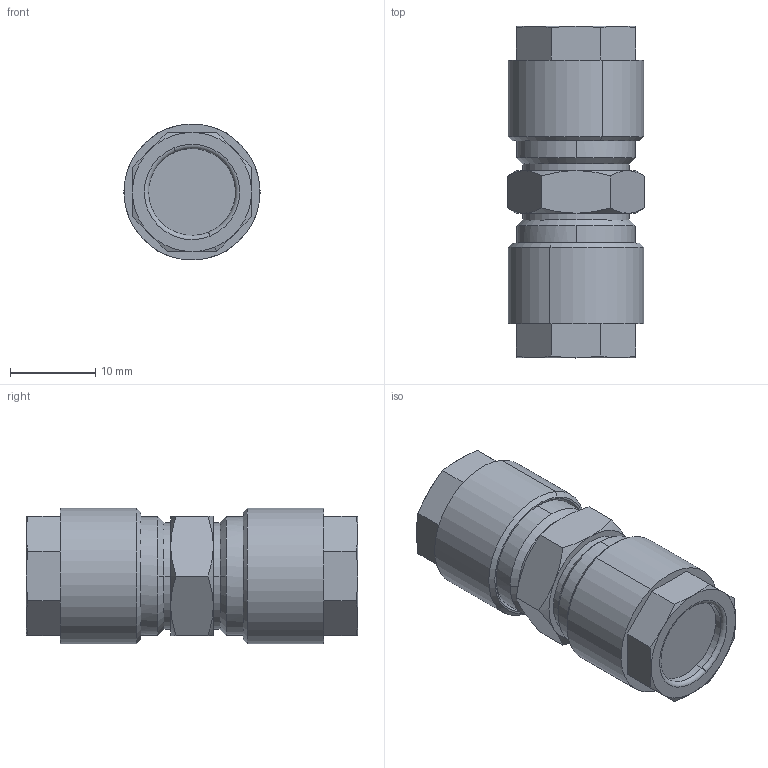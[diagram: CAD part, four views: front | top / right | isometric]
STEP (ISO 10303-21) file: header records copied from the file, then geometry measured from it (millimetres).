
FILE_DESCRIPTION (( 'STEP AP214' ), '1' );
FILE_NAME ('0104000009.step', '2012-09-28T13:22:18', ( '' ), ( '' ), 'SwSTEP 2.0', 'SolidWorks 2012', '' );
FILE_SCHEMA (( 'AUTOMOTIVE_DESIGN' ));
Length unit declared in the file: millimetre
Products named in the file (1): 0104000009
Bounding box: 16.17 x 39 x 15.98 mm (x, y, z)
Volume: 6695.2 mm3; surface area: 2555.4 mm2
Topology: 1 solids, 1 shells, 94 faces, 210 edges, 126 vertices
Faces by surface type: cone 42, plane 32, cylinder 16, torus 4
Entity records: 3772 total; most frequent: CARTESIAN_POINT 663, DIRECTION 430, ORIENTED_EDGE 420, EDGE_CURVE 210, AXIS2_PLACEMENT_3D 181, VERTEX_POINT 126, EDGE_LOOP 102, UNCERTAINTY_MEASURE_WITH_UNIT 97
